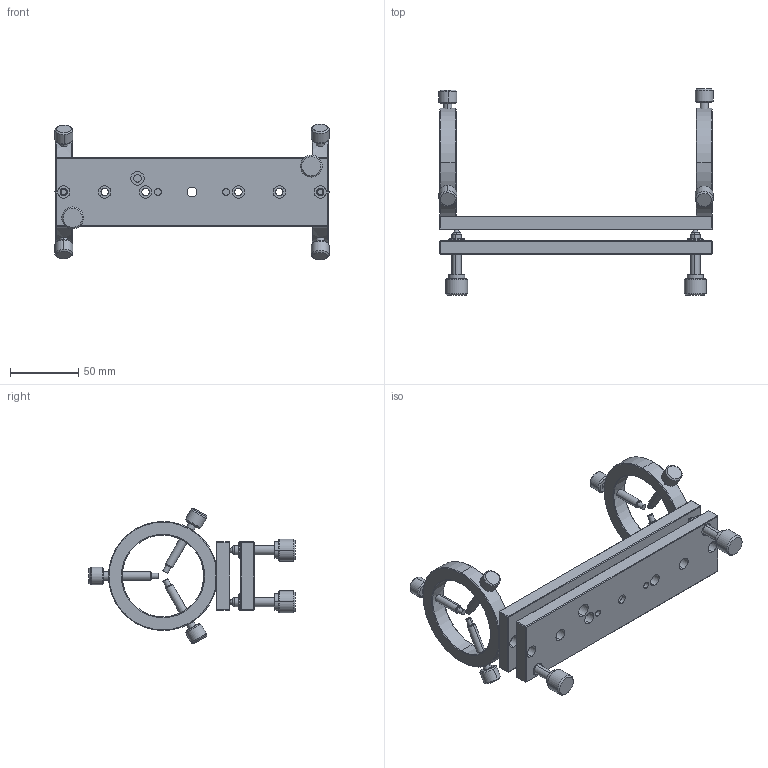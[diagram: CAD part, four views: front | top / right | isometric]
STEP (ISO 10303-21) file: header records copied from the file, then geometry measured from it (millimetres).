
FILE_DESCRIPTION (( 'STEP AP203' ), '1' );
FILE_NAME ('慾嫖奪覃淕殤PHLM-1.STEP', '2018-11-14T02:17:27', ( '' ), ( '' ), 'SwSTEP 2.0', 'SolidWorks 2016', '' );
FILE_SCHEMA (( 'CONFIG_CONTROL_DESIGN' ));
Length unit declared in the file: millimetre
Products named in the file (1): 慾嫖奪覃淕殤PHLM-1
Bounding box: 200.97 x 151.28 x 99.62 mm (x, y, z)
Surface area: 82481.1 mm2 (no closed solid volume)
Topology: 0 solids, 20 shells, 297 faces, 705 edges, 448 vertices
Faces by surface type: cylinder 117, plane 96, cone 80, sphere 4
Entity records: 9463 total; most frequent: CARTESIAN_POINT 2383, DIRECTION 1587, ORIENTED_EDGE 1262, EDGE_CURVE 691, AXIS2_PLACEMENT_3D 642, VERTEX_POINT 442, EDGE_LOOP 384, CIRCLE 344
